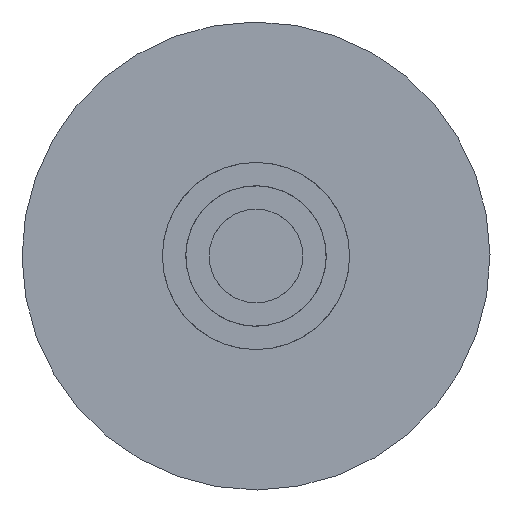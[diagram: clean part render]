
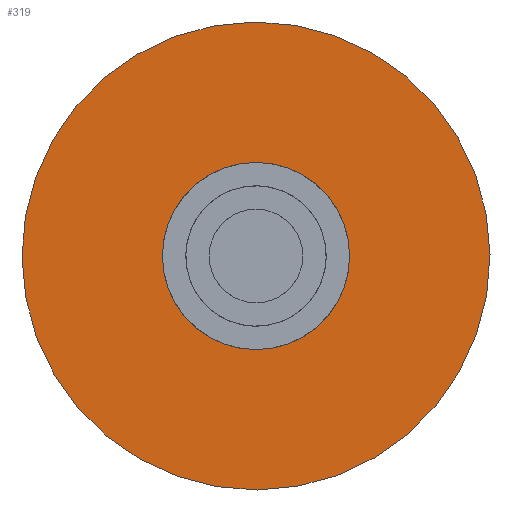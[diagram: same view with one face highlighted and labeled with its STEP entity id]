
A CAD part, front view. The second image highlights one B-rep face of the part: STEP entity #319.
In plain terms, the highlighted planar face has unit normal (0, -1, 0).
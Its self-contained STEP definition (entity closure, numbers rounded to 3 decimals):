
#36=FACE_BOUND('',#112,.T.);
#72=PLANE('',#514);
#87=FACE_OUTER_BOUND('',#111,.T.);
#111=EDGE_LOOP('',(#252));
#112=EDGE_LOOP('',(#253));
#161=CIRCLE('',#508,8.);
#164=CIRCLE('',#512,20.);
#183=VERTEX_POINT('',#696);
#186=VERTEX_POINT('',#704);
#206=EDGE_CURVE('',#183,#183,#161,.T.);
#211=EDGE_CURVE('',#186,#186,#164,.T.);
#252=ORIENTED_EDGE('',*,*,#211,.T.);
#253=ORIENTED_EDGE('',*,*,#206,.T.);
#319=ADVANCED_FACE('',(#87,#36),#72,.T.);
#508=AXIS2_PLACEMENT_3D('',#697,#576,#577);
#512=AXIS2_PLACEMENT_3D('',#706,#586,#587);
#514=AXIS2_PLACEMENT_3D('',#708,#590,#591);
#576=DIRECTION('center_axis',(0.,1.,0.));
#577=DIRECTION('ref_axis',(1.,0.,0.));
#586=DIRECTION('center_axis',(0.,-1.,0.));
#587=DIRECTION('ref_axis',(1.,0.,0.));
#590=DIRECTION('center_axis',(0.,-1.,0.));
#591=DIRECTION('ref_axis',(0.,0.,-1.));
#696=CARTESIAN_POINT('',(-8.,0.,0.));
#697=CARTESIAN_POINT('Origin',(0.,0.,0.));
#704=CARTESIAN_POINT('',(-20.,0.,0.));
#706=CARTESIAN_POINT('Origin',(0.,0.,0.));
#708=CARTESIAN_POINT('Origin',(0.,0.,0.));
